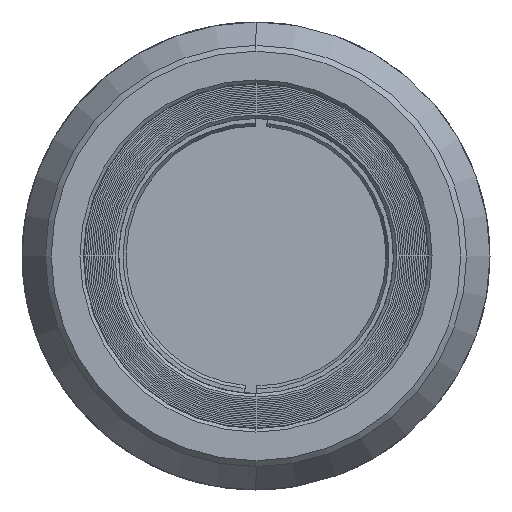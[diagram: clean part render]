
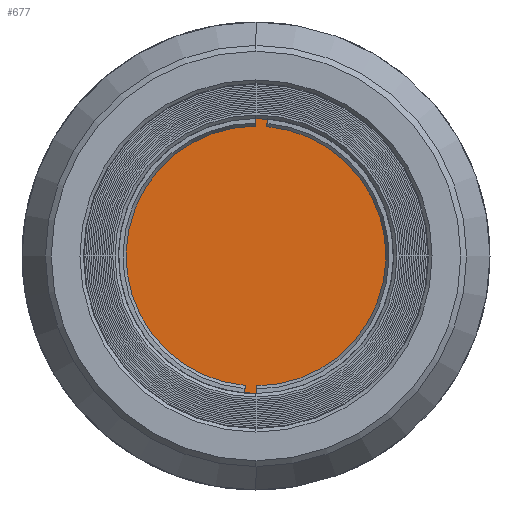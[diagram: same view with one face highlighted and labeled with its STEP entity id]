
A CAD part, left-side view. The second image highlights one B-rep face of the part: STEP entity #677.
In plain terms, the highlighted planar face has unit normal (-1, 0, 0).
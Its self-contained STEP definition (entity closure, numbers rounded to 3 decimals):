
#110 = EDGE_CURVE ( 'NONE', #4841, #2490, #4830, .T. ) ;
#162 = CIRCLE ( 'NONE', #7764, 11.75 ) ;
#196 = EDGE_CURVE ( 'NONE', #2984, #8609, #234, .T. ) ;
#234 = LINE ( 'NONE', #586, #7587 ) ;
#308 = VERTEX_POINT ( 'NONE', #9715 ) ;
#383 = ORIENTED_EDGE ( 'NONE', *, *, #196, .F. ) ;
#412 = CARTESIAN_POINT ( 'NONE',  ( 3.1, 0.07, 11.103 ) ) ;
#540 = DIRECTION ( 'NONE',  ( -1., 0., 0. ) ) ;
#586 = CARTESIAN_POINT ( 'NONE',  ( 3.1, 1.244, -19.186 ) ) ;
#677 = ADVANCED_FACE ( 'NONE', ( #10311 ), #3639, .T. ) ;
#682 = CIRCLE ( 'NONE', #4020, 11.75 ) ;
#723 = VECTOR ( 'NONE', #5771, 1000. ) ;
#763 = DIRECTION ( 'NONE',  ( 1., 0., 0. ) ) ;
#1001 = CARTESIAN_POINT ( 'NONE',  ( 3.1, 0., 0. ) ) ;
#1022 = VERTEX_POINT ( 'NONE', #6639 ) ;
#1374 = AXIS2_PLACEMENT_3D ( 'NONE', #1730, #3368, #2500 ) ;
#1562 = CARTESIAN_POINT ( 'NONE',  ( 3.1, 0.045, 11.75 ) ) ;
#1577 = LINE ( 'NONE', #8734, #5051 ) ;
#1622 = EDGE_LOOP ( 'NONE', ( #8478, #10219, #10083, #9302, #383, #7420, #5339, #8389, #5580, #4727 ) ) ;
#1730 = CARTESIAN_POINT ( 'NONE',  ( 3.1, 0., 0. ) ) ;
#1797 = AXIS2_PLACEMENT_3D ( 'NONE', #5409, #2115, #6979 ) ;
#1798 = DIRECTION ( 'NONE',  ( 1., 0., 0. ) ) ;
#1802 = CARTESIAN_POINT ( 'NONE',  ( 3.1, 0.244, -19.225 ) ) ;
#1961 = EDGE_CURVE ( 'NONE', #7375, #3899, #9304, .T. ) ;
#2115 = DIRECTION ( 'NONE',  ( 1., 0., 0. ) ) ;
#2299 = AXIS2_PLACEMENT_3D ( 'NONE', #1001, #1798, #8080 ) ;
#2343 = DIRECTION ( 'NONE',  ( 0., 0., 1. ) ) ;
#2490 = VERTEX_POINT ( 'NONE', #8606 ) ;
#2500 = DIRECTION ( 'NONE',  ( 0., 0., 1. ) ) ;
#2984 = VERTEX_POINT ( 'NONE', #412 ) ;
#2992 = CARTESIAN_POINT ( 'NONE',  ( 3.1, 0., 0. ) ) ;
#3219 = AXIS2_PLACEMENT_3D ( 'NONE', #2992, #9367, #7515 ) ;
#3328 = CARTESIAN_POINT ( 'NONE',  ( 3.1, 0., -11.75 ) ) ;
#3339 = DIRECTION ( 'NONE',  ( 1., 0., 0. ) ) ;
#3368 = DIRECTION ( 'NONE',  ( 1., 0., 0. ) ) ;
#3639 = PLANE ( 'NONE',  #9613 ) ;
#3899 = VERTEX_POINT ( 'NONE', #7328 ) ;
#4020 = AXIS2_PLACEMENT_3D ( 'NONE', #8669, #763, #2343 ) ;
#4379 = EDGE_CURVE ( 'NONE', #4559, #7375, #10134, .T. ) ;
#4399 = CARTESIAN_POINT ( 'NONE',  ( 3.1, 0., 0. ) ) ;
#4559 = VERTEX_POINT ( 'NONE', #6054 ) ;
#4727 = ORIENTED_EDGE ( 'NONE', *, *, #1961, .F. ) ;
#4788 = DIRECTION ( 'NONE',  ( 0., -0.039, 0.999 ) ) ;
#4830 = CIRCLE ( 'NONE', #1797, 11.75 ) ;
#4841 = VERTEX_POINT ( 'NONE', #3328 ) ;
#5051 = VECTOR ( 'NONE', #4788, 1000. ) ;
#5339 = ORIENTED_EDGE ( 'NONE', *, *, #7391, .F. ) ;
#5409 = CARTESIAN_POINT ( 'NONE',  ( 3.1, 0., 0. ) ) ;
#5580 = ORIENTED_EDGE ( 'NONE', *, *, #9503, .F. ) ;
#5617 = CIRCLE ( 'NONE', #1374, 11.103 ) ;
#5771 = DIRECTION ( 'NONE',  ( 0., 0.039, -0.999 ) ) ;
#5798 = EDGE_CURVE ( 'NONE', #308, #2984, #5617, .T. ) ;
#6054 = CARTESIAN_POINT ( 'NONE',  ( 3.1, -0.929, 11.064 ) ) ;
#6152 = CARTESIAN_POINT ( 'NONE',  ( 3.1, -0.07, -11.103 ) ) ;
#6354 = DIRECTION ( 'NONE',  ( 0., -0.039, 0.999 ) ) ;
#6639 = CARTESIAN_POINT ( 'NONE',  ( 3.1, -0.954, 11.711 ) ) ;
#6845 = VERTEX_POINT ( 'NONE', #7867 ) ;
#6979 = DIRECTION ( 'NONE',  ( 0., 0., 1. ) ) ;
#7328 = CARTESIAN_POINT ( 'NONE',  ( 3.1, -0.045, -11.75 ) ) ;
#7375 = VERTEX_POINT ( 'NONE', #6152 ) ;
#7391 = EDGE_CURVE ( 'NONE', #2490, #308, #1577, .T. ) ;
#7420 = ORIENTED_EDGE ( 'NONE', *, *, #5798, .F. ) ;
#7515 = DIRECTION ( 'NONE',  ( 0., 0., 1. ) ) ;
#7587 = VECTOR ( 'NONE', #6354, 1000. ) ;
#7606 = DIRECTION ( 'NONE',  ( 0., 0., 1. ) ) ;
#7764 = AXIS2_PLACEMENT_3D ( 'NONE', #8120, #3339, #8086 ) ;
#7867 = CARTESIAN_POINT ( 'NONE',  ( 3.1, 0., 11.75 ) ) ;
#8080 = DIRECTION ( 'NONE',  ( 0., 0., 1. ) ) ;
#8086 = DIRECTION ( 'NONE',  ( 0., 0., 1. ) ) ;
#8120 = CARTESIAN_POINT ( 'NONE',  ( 3.1, 0., 0. ) ) ;
#8132 = LINE ( 'NONE', #8197, #9735 ) ;
#8197 = CARTESIAN_POINT ( 'NONE',  ( 3.1, 0.244, -19.225 ) ) ;
#8389 = ORIENTED_EDGE ( 'NONE', *, *, #110, .F. ) ;
#8403 = CIRCLE ( 'NONE', #3219, 11.75 ) ;
#8478 = ORIENTED_EDGE ( 'NONE', *, *, #4379, .F. ) ;
#8606 = CARTESIAN_POINT ( 'NONE',  ( 3.1, 0.954, -11.711 ) ) ;
#8609 = VERTEX_POINT ( 'NONE', #1562 ) ;
#8669 = CARTESIAN_POINT ( 'NONE',  ( 3.1, 0., 0. ) ) ;
#8734 = CARTESIAN_POINT ( 'NONE',  ( 3.1, 1.244, -19.186 ) ) ;
#8794 = EDGE_CURVE ( 'NONE', #8609, #6845, #8403, .T. ) ;
#8901 = DIRECTION ( 'NONE',  ( 0., 0.039, -0.999 ) ) ;
#9302 = ORIENTED_EDGE ( 'NONE', *, *, #8794, .F. ) ;
#9304 = LINE ( 'NONE', #1802, #723 ) ;
#9367 = DIRECTION ( 'NONE',  ( 1., 0., 0. ) ) ;
#9503 = EDGE_CURVE ( 'NONE', #3899, #4841, #682, .T. ) ;
#9613 = AXIS2_PLACEMENT_3D ( 'NONE', #4399, #540, #7606 ) ;
#9715 = CARTESIAN_POINT ( 'NONE',  ( 3.1, 0.929, -11.064 ) ) ;
#9726 = EDGE_CURVE ( 'NONE', #1022, #4559, #8132, .T. ) ;
#9735 = VECTOR ( 'NONE', #8901, 1000. ) ;
#10083 = ORIENTED_EDGE ( 'NONE', *, *, #10114, .F. ) ;
#10114 = EDGE_CURVE ( 'NONE', #6845, #1022, #162, .T. ) ;
#10134 = CIRCLE ( 'NONE', #2299, 11.103 ) ;
#10219 = ORIENTED_EDGE ( 'NONE', *, *, #9726, .F. ) ;
#10311 = FACE_OUTER_BOUND ( 'NONE', #1622, .T. ) ;
